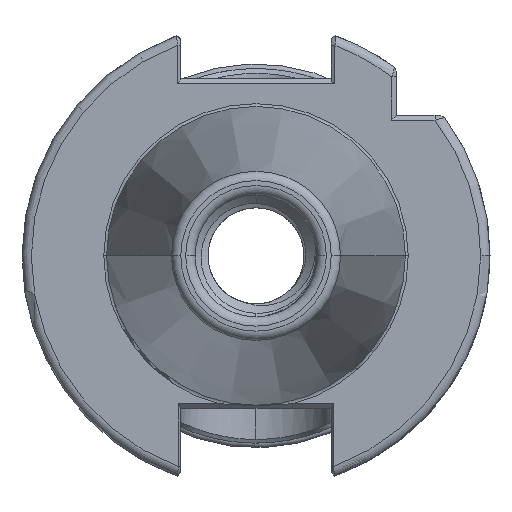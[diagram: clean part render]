
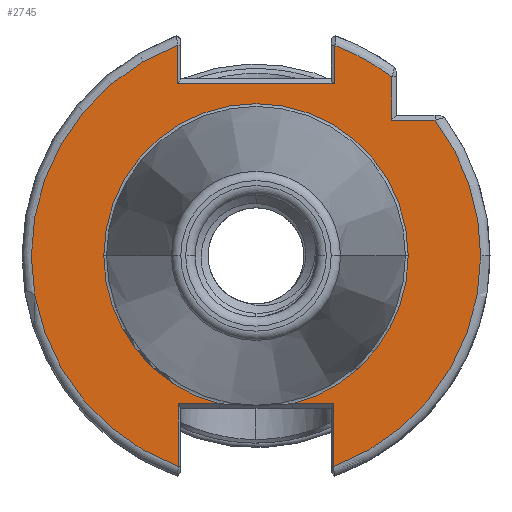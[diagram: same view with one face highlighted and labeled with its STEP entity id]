
A CAD part, left-side view. The second image highlights one B-rep face of the part: STEP entity #2745.
In plain terms, the highlighted planar face has unit normal (-1, 0, 0).
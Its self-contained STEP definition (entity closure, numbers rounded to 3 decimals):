
#219 = AXIS2_PLACEMENT_3D ( 'NONE', #3787, #3720, #3795 ) ;
#231 = AXIS2_PLACEMENT_3D ( 'NONE', #20594, #20560, #20572 ) ;
#1329 = LINE ( 'NONE', #12889, #1349 ) ;
#1333 = LINE ( 'NONE', #11733, #1342 ) ;
#1336 = VECTOR ( 'NONE', #11724, 1000. ) ;
#1339 = CIRCLE ( 'NONE', #2470, 24. ) ;
#1340 = LINE ( 'NONE', #12856, #1355 ) ;
#1342 = VECTOR ( 'NONE', #11735, 1000. ) ;
#1344 = CIRCLE ( 'NONE', #2475, 16.262 ) ;
#1349 = VECTOR ( 'NONE', #12941, 1000. ) ;
#1352 = LINE ( 'NONE', #12898, #1378 ) ;
#1355 = VECTOR ( 'NONE', #12901, 1000. ) ;
#1371 = LINE ( 'NONE', #13501, #1434 ) ;
#1374 = LINE ( 'NONE', #11750, #1336 ) ;
#1378 = VECTOR ( 'NONE', #12870, 1000. ) ;
#1398 = VECTOR ( 'NONE', #14241, 1000. ) ;
#1404 = LINE ( 'NONE', #14030, #1443 ) ;
#1405 = LINE ( 'NONE', #14190, #1398 ) ;
#1409 = VECTOR ( 'NONE', #14039, 1000. ) ;
#1424 = LINE ( 'NONE', #14057, #1409 ) ;
#1434 = VECTOR ( 'NONE', #13497, 1000. ) ;
#1443 = VECTOR ( 'NONE', #14023, 1000. ) ;
#2385 = EDGE_LOOP ( 'NONE', ( #15404, #15428, #15411, #15414, #15424, #15417, #15391, #15383, #15398, #15432, #15431, #15382, #15400, #15421, #15388, #15389 ) ) ;
#2470 = AXIS2_PLACEMENT_3D ( 'NONE', #11627, #11653, #11634 ) ;
#2475 = AXIS2_PLACEMENT_3D ( 'NONE', #11654, #11645, #11624 ) ;
#2745 = ADVANCED_FACE ( 'NONE', ( #15891 ), #20593, .T. ) ;
#3720 = DIRECTION ( 'NONE',  ( 1., 0., 0. ) ) ;
#3787 = CARTESIAN_POINT ( 'NONE',  ( 0., 0., 0. ) ) ;
#3795 = DIRECTION ( 'NONE',  ( 0., -1., 0. ) ) ;
#3866 = DIRECTION ( 'NONE',  ( 0., -1., 0. ) ) ;
#3897 = DIRECTION ( 'NONE',  ( 0., -1., 0. ) ) ;
#3901 = DIRECTION ( 'NONE',  ( -1., 0., 0. ) ) ;
#3906 = DIRECTION ( 'NONE',  ( 1., 0., 0. ) ) ;
#3934 = CARTESIAN_POINT ( 'NONE',  ( 0., 0., 0. ) ) ;
#3940 = CARTESIAN_POINT ( 'NONE',  ( 0., 0., 0. ) ) ;
#4658 = CARTESIAN_POINT ( 'NONE',  ( 0., 16.262, 0. ) ) ;
#4694 = CARTESIAN_POINT ( 'NONE',  ( 0., 3.851, -15.8 ) ) ;
#4733 = CARTESIAN_POINT ( 'NONE',  ( 0., -16.262, 0. ) ) ;
#4736 = CARTESIAN_POINT ( 'NONE',  ( 0., -3.851, -15.8 ) ) ;
#5717 = CARTESIAN_POINT ( 'NONE',  ( 0., 0., 0. ) ) ;
#5732 = DIRECTION ( 'NONE',  ( -1., 0., 0. ) ) ;
#5736 = DIRECTION ( 'NONE',  ( 0., -1., 0. ) ) ;
#6436 = CARTESIAN_POINT ( 'NONE',  ( 0., 0., 0. ) ) ;
#6441 = DIRECTION ( 'NONE',  ( 0., -1., 0. ) ) ;
#6467 = DIRECTION ( 'NONE',  ( -1., 0., 0. ) ) ;
#7975 = CARTESIAN_POINT ( 'NONE',  ( 0., -8.288, -15.8 ) ) ;
#8060 = CARTESIAN_POINT ( 'NONE',  ( 0., -24., 0. ) ) ;
#8071 = CARTESIAN_POINT ( 'NONE',  ( 0., -14.5, 19.125 ) ) ;
#8079 = CARTESIAN_POINT ( 'NONE',  ( 0., -19.125, 14.5 ) ) ;
#8092 = CARTESIAN_POINT ( 'NONE',  ( 0., 8.361, 22.497 ) ) ;
#8097 = CARTESIAN_POINT ( 'NONE',  ( 0., 8.288, -22.523 ) ) ;
#8124 = CARTESIAN_POINT ( 'NONE',  ( 0., 8.288, -15.8 ) ) ;
#8131 = CARTESIAN_POINT ( 'NONE',  ( 0., -8.434, 22.469 ) ) ;
#8153 = CARTESIAN_POINT ( 'NONE',  ( 0., 8.361, 18.4 ) ) ;
#8160 = CARTESIAN_POINT ( 'NONE',  ( 0., -14.5, 14.5 ) ) ;
#8192 = CARTESIAN_POINT ( 'NONE',  ( 0., -8.434, 18.4 ) ) ;
#10013 = CIRCLE ( 'NONE', #12613, 24. ) ;
#10237 = CIRCLE ( 'NONE', #12624, 24. ) ;
#10239 = AXIS2_PLACEMENT_3D ( 'NONE', #3934, #3906, #3897 ) ;
#10443 = CIRCLE ( 'NONE', #12786, 24. ) ;
#10487 = EDGE_CURVE ( 'NONE', #16580, #16575, #15955, .T. ) ;
#10533 = EDGE_CURVE ( 'NONE', #16572, #16573, #15938, .T. ) ;
#11624 = DIRECTION ( 'NONE',  ( 0., -1., 0. ) ) ;
#11627 = CARTESIAN_POINT ( 'NONE',  ( 0., 0., 0. ) ) ;
#11634 = DIRECTION ( 'NONE',  ( 0., -1., 0. ) ) ;
#11645 = DIRECTION ( 'NONE',  ( 1., 0., 0. ) ) ;
#11653 = DIRECTION ( 'NONE',  ( -1., 0., 0. ) ) ;
#11654 = CARTESIAN_POINT ( 'NONE',  ( 0., 0., 0. ) ) ;
#11724 = DIRECTION ( 'NONE',  ( 0., 1., 0. ) ) ;
#11733 = CARTESIAN_POINT ( 'NONE',  ( 0., -15., 14.5 ) ) ;
#11735 = DIRECTION ( 'NONE',  ( 0., 1., 0. ) ) ;
#11750 = CARTESIAN_POINT ( 'NONE',  ( 0., 16.342, 18.4 ) ) ;
#12613 = AXIS2_PLACEMENT_3D ( 'NONE', #3940, #3901, #3866 ) ;
#12624 = AXIS2_PLACEMENT_3D ( 'NONE', #5717, #5732, #5736 ) ;
#12781 = CARTESIAN_POINT ( 'NONE',  ( 0., -8.288, -22.523 ) ) ;
#12786 = AXIS2_PLACEMENT_3D ( 'NONE', #6436, #6467, #6441 ) ;
#12856 = CARTESIAN_POINT ( 'NONE',  ( 0., 8.361, 0. ) ) ;
#12870 = DIRECTION ( 'NONE',  ( 0., 0., 1. ) ) ;
#12889 = CARTESIAN_POINT ( 'NONE',  ( 0., 8.288, -16.3 ) ) ;
#12898 = CARTESIAN_POINT ( 'NONE',  ( 0., -14.5, 18.735 ) ) ;
#12901 = DIRECTION ( 'NONE',  ( 0., 0., 1. ) ) ;
#12941 = DIRECTION ( 'NONE',  ( 0., 0., 1. ) ) ;
#13497 = DIRECTION ( 'NONE',  ( 0., -1., 0. ) ) ;
#13501 = CARTESIAN_POINT ( 'NONE',  ( 0., -8.288, -15.8 ) ) ;
#14023 = DIRECTION ( 'NONE',  ( 0., 0., -1. ) ) ;
#14030 = CARTESIAN_POINT ( 'NONE',  ( 0., -8.288, -22.61 ) ) ;
#14039 = DIRECTION ( 'NONE',  ( 0., -1., 0. ) ) ;
#14057 = CARTESIAN_POINT ( 'NONE',  ( 0., -8.288, -15.8 ) ) ;
#14190 = CARTESIAN_POINT ( 'NONE',  ( 0., -8.434, 0. ) ) ;
#14241 = DIRECTION ( 'NONE',  ( 0., 0., -1. ) ) ;
#15018 = VERTEX_POINT ( 'NONE', #12781 ) ;
#15073 = EDGE_CURVE ( 'NONE', #23179, #23164, #1340, .T. ) ;
#15077 = EDGE_CURVE ( 'NONE', #23115, #23149, #1329, .T. ) ;
#15080 = EDGE_CURVE ( 'NONE', #23202, #23151, #1352, .T. ) ;
#15085 = EDGE_CURVE ( 'NONE', #16573, #16580, #1344, .T. ) ;
#15088 = EDGE_CURVE ( 'NONE', #23164, #23115, #1339, .T. ) ;
#15107 = EDGE_CURVE ( 'NONE', #23118, #23202, #1333, .T. ) ;
#15108 = EDGE_CURVE ( 'NONE', #23178, #23179, #1374, .T. ) ;
#15123 = EDGE_CURVE ( 'NONE', #16575, #23104, #1371, .T. ) ;
#15153 = EDGE_CURVE ( 'NONE', #23104, #15018, #1404, .T. ) ;
#15154 = EDGE_CURVE ( 'NONE', #23149, #16572, #1424, .T. ) ;
#15164 = EDGE_CURVE ( 'NONE', #23169, #23178, #1405, .T. ) ;
#15382 = ORIENTED_EDGE ( 'NONE', *, *, #15108, .T. ) ;
#15383 = ORIENTED_EDGE ( 'NONE', *, *, #15107, .T. ) ;
#15388 = ORIENTED_EDGE ( 'NONE', *, *, #15077, .T. ) ;
#15389 = ORIENTED_EDGE ( 'NONE', *, *, #15154, .T. ) ;
#15391 = ORIENTED_EDGE ( 'NONE', *, *, #18104, .T. ) ;
#15398 = ORIENTED_EDGE ( 'NONE', *, *, #15080, .T. ) ;
#15400 = ORIENTED_EDGE ( 'NONE', *, *, #15073, .T. ) ;
#15404 = ORIENTED_EDGE ( 'NONE', *, *, #10533, .T. ) ;
#15411 = ORIENTED_EDGE ( 'NONE', *, *, #10487, .T. ) ;
#15414 = ORIENTED_EDGE ( 'NONE', *, *, #15123, .T. ) ;
#15417 = ORIENTED_EDGE ( 'NONE', *, *, #18008, .T. ) ;
#15421 = ORIENTED_EDGE ( 'NONE', *, *, #15088, .T. ) ;
#15424 = ORIENTED_EDGE ( 'NONE', *, *, #15153, .T. ) ;
#15428 = ORIENTED_EDGE ( 'NONE', *, *, #15085, .T. ) ;
#15431 = ORIENTED_EDGE ( 'NONE', *, *, #15164, .T. ) ;
#15432 = ORIENTED_EDGE ( 'NONE', *, *, #18175, .T. ) ;
#15891 = FACE_OUTER_BOUND ( 'NONE', #2385, .T. ) ;
#15938 = CIRCLE ( 'NONE', #10239, 16.262 ) ;
#15955 = CIRCLE ( 'NONE', #219, 16.262 ) ;
#16572 = VERTEX_POINT ( 'NONE', #4694 ) ;
#16573 = VERTEX_POINT ( 'NONE', #4658 ) ;
#16575 = VERTEX_POINT ( 'NONE', #4736 ) ;
#16580 = VERTEX_POINT ( 'NONE', #4733 ) ;
#18008 = EDGE_CURVE ( 'NONE', #15018, #23068, #10013, .T. ) ;
#18104 = EDGE_CURVE ( 'NONE', #23068, #23118, #10237, .T. ) ;
#18175 = EDGE_CURVE ( 'NONE', #23151, #23169, #10443, .T. ) ;
#20560 = DIRECTION ( 'NONE',  ( -1., 0., 0. ) ) ;
#20572 = DIRECTION ( 'NONE',  ( 0., -1., 0. ) ) ;
#20593 = PLANE ( 'NONE',  #231 ) ;
#20594 = CARTESIAN_POINT ( 'NONE',  ( 0., 16.342, 0. ) ) ;
#23068 = VERTEX_POINT ( 'NONE', #8060 ) ;
#23104 = VERTEX_POINT ( 'NONE', #7975 ) ;
#23115 = VERTEX_POINT ( 'NONE', #8097 ) ;
#23118 = VERTEX_POINT ( 'NONE', #8079 ) ;
#23149 = VERTEX_POINT ( 'NONE', #8124 ) ;
#23151 = VERTEX_POINT ( 'NONE', #8071 ) ;
#23164 = VERTEX_POINT ( 'NONE', #8092 ) ;
#23169 = VERTEX_POINT ( 'NONE', #8131 ) ;
#23178 = VERTEX_POINT ( 'NONE', #8192 ) ;
#23179 = VERTEX_POINT ( 'NONE', #8153 ) ;
#23202 = VERTEX_POINT ( 'NONE', #8160 ) ;
